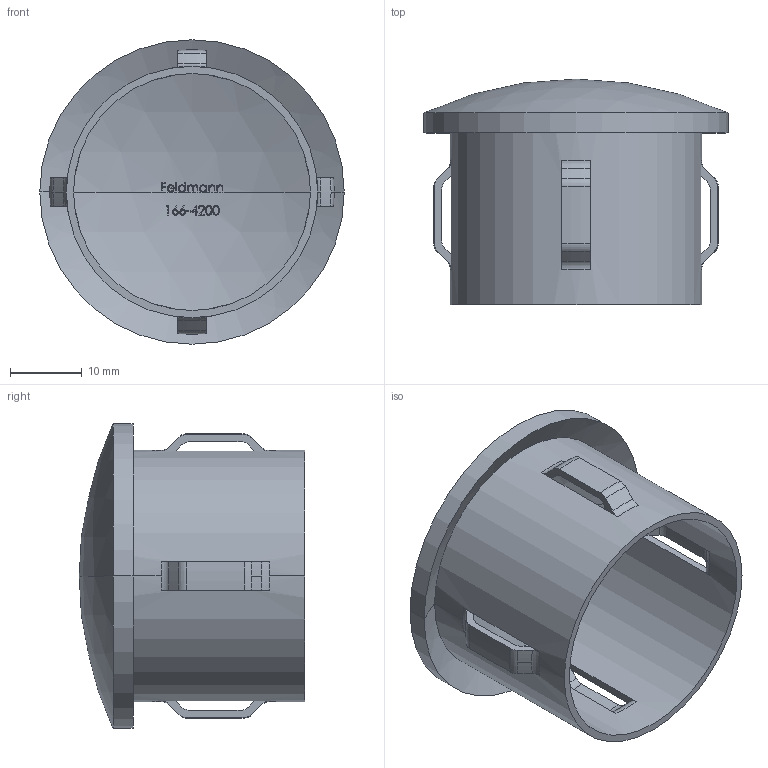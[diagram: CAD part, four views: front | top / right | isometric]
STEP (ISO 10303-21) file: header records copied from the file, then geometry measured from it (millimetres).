
FILE_DESCRIPTION (( 'STEP AP203' ), '1' );
FILE_NAME ('166-4200.step', '2019-09-13T12:02:12', ( '' ), ( '' ), 'SwSTEP 2.0', 'SolidWorks 2015', '' );
FILE_SCHEMA (( 'CONFIG_CONTROL_DESIGN' ));
Length unit declared in the file: millimetre
Products named in the file (1): 166-4200
Bounding box: 42.4 x 31.4 x 42.4 mm (x, y, z)
Volume: 6495.3 mm3; surface area: 9106 mm2
Topology: 1 solids, 1 shells, 311 faces, 856 edges, 552 vertices
Faces by surface type: plane 106, bspline 90, torus 40, sphere 39, cone 20, cylinder 16
Entity records: 14271 total; most frequent: CARTESIAN_POINT 6849, ORIENTED_EDGE 1712, DIRECTION 1305, EDGE_CURVE 856, VERTEX_POINT 552, AXIS2_PLACEMENT_3D 531, EDGE_LOOP 332, ADVANCED_FACE 311
